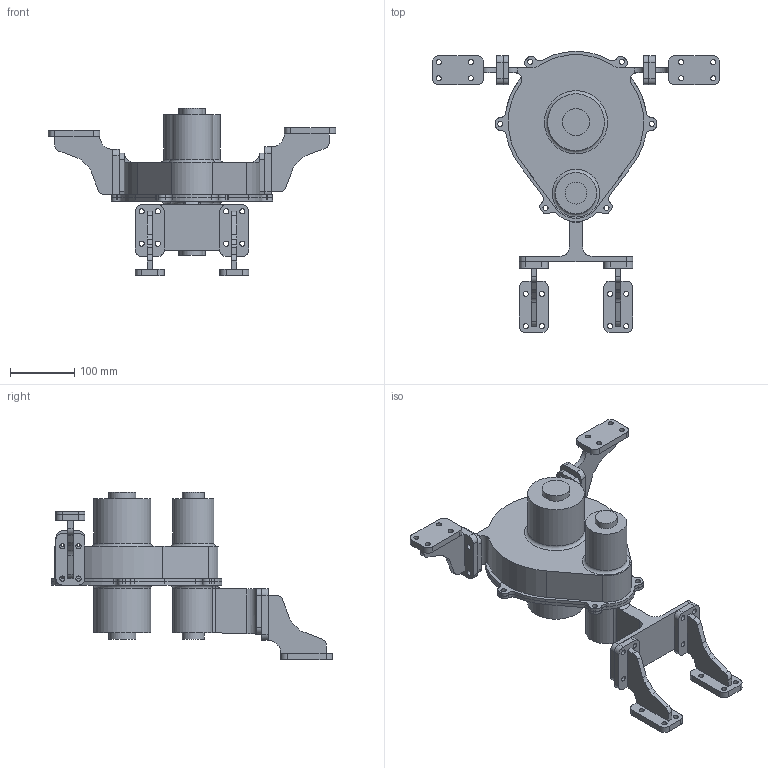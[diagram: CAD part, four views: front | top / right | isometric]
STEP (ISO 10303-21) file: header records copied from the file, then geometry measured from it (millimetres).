
FILE_DESCRIPTION(('STEP AP242'), '1');
FILE_NAME('final_assen_1', '', ('UNSPECIFIED'), ('UNSPECIFIED'), 'C3D Converter', 'C3D Toolkit', '');
FILE_SCHEMA(('AP242_MANAGED_MODEL_BASED_3D_ENGINEERING_MIM_LF { 1 0 10303 442 1 1 4 }'));
Length unit declared in the file: millimetre
Products named in the file (5): my_try; Healical Gear (88R@30.00); Healical Gear (22L@30.00)
Assembly tree (7 placements, depth 3):
  my_try
    (unnamed)  x4
    my_try
      Healical Gear (88R@30.00)
      Healical Gear (22L@30.00)
Bounding box: 446 x 436 x 260 mm (x, y, z)
Volume: 2816904.9 mm3; surface area: 808462.6 mm2
Topology: 21 solids, 21 shells, 1199 faces, 3382 edges, 2237 vertices
Faces by surface type: cylinder 391, bspline 374, cone 220, plane 195, torus 17, sphere 2
Full cylindrical faces by diameter (mm): 8 x60, 34 x10, 40 x2, 42 x8, 48 x6, 64 x1, 72 x4, 88 x2
Entity records: 58575 total; most frequent: CARTESIAN_POINT 25550, ORIENTED_EDGE 5960, DIRECTION 3607, EDGE_CURVE 2980, VERTEX_POINT 2021, B_SPLINE_CURVE_WITH_KNOTS 1685, AXIS2_PLACEMENT_3D 1604, EDGE_LOOP 1271
